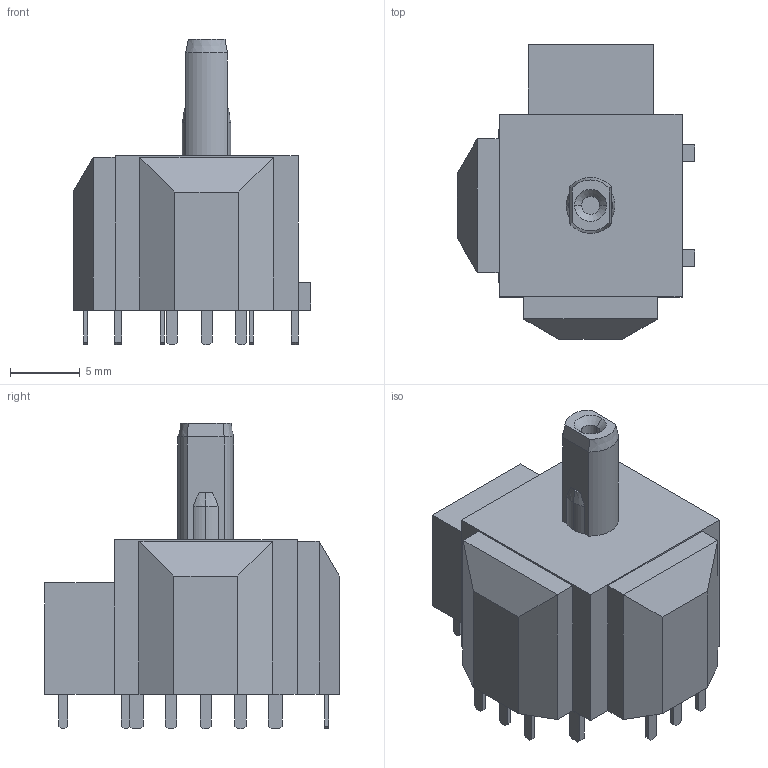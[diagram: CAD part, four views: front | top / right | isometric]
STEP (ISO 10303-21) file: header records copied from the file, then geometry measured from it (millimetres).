
FILE_DESCRIPTION (( 'STEP AP214' ), '1' );
FILE_NAME ('JoyStick_BoundingBox.STEP', '2024-11-02T09:15:34', ( '' ), ( '' ), 'SwSTEP 2.0', 'SolidWorks 2022', '' );
FILE_SCHEMA (( 'AUTOMOTIVE_DESIGN' ));
Length unit declared in the file: millimetre
Products named in the file (1): JoyStick_BoundingBox
Bounding box: 17.1 x 21.18 x 22 mm (x, y, z)
Volume: 2905.6 mm3; surface area: 1510 mm2
Topology: 1 solids, 1 shells, 156 faces, 407 edges, 265 vertices
Faces by surface type: plane 142, cone 7, cylinder 7
Entity records: 4730 total; most frequent: CARTESIAN_POINT 861, ORIENTED_EDGE 814, DIRECTION 734, EDGE_CURVE 407, VECTOR 378, LINE 378, VERTEX_POINT 265, AXIS2_PLACEMENT_3D 178
